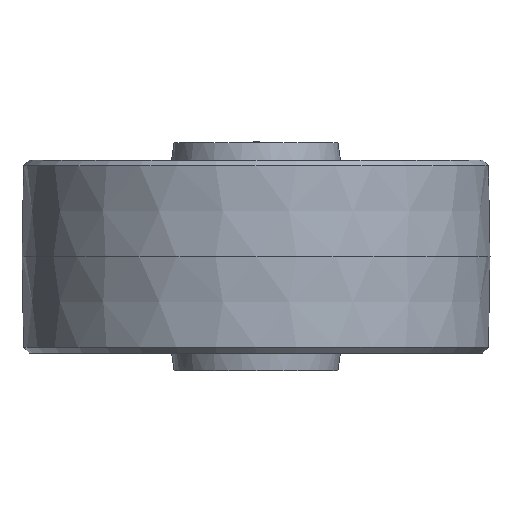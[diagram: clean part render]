
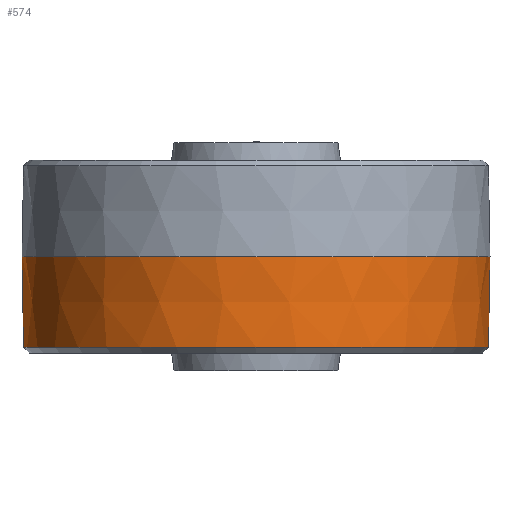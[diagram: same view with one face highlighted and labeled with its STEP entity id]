
A CAD part, front view. The second image highlights one B-rep face of the part: STEP entity #574.
In plain terms, the highlighted conical face has half-angle 1 degrees and reference radius 39.712 mm.
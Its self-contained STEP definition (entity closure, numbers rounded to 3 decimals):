
#244 = ORIENTED_EDGE ( 'NONE', *, *, #2405, .T. ) ;
#251 = EDGE_CURVE ( 'NONE', #4652, #283, #1709, .T. ) ;
#283 = VERTEX_POINT ( 'NONE', #3125 ) ;
#464 = CONICAL_SURFACE ( 'NONE', #4396, 39.712, 0.017 ) ;
#574 = ADVANCED_FACE ( 'NONE', ( #4674 ), #464, .T. ) ;
#649 = CARTESIAN_POINT ( 'NONE',  ( -40., 0., 0. ) ) ;
#1092 = LINE ( 'NONE', #3123, #4345 ) ;
#1257 = ORIENTED_EDGE ( 'NONE', *, *, #4576, .F. ) ;
#1456 = VERTEX_POINT ( 'NONE', #1813 ) ;
#1709 = CIRCLE ( 'NONE', #3631, 40. ) ;
#1771 = LINE ( 'NONE', #4390, #4262 ) ;
#1813 = CARTESIAN_POINT ( 'NONE',  ( -39.73, 0., -15.482 ) ) ;
#1935 = EDGE_LOOP ( 'NONE', ( #1257, #2882, #244, #3984 ) ) ;
#1986 = CARTESIAN_POINT ( 'NONE',  ( 0., 0., 0. ) ) ;
#2147 = CARTESIAN_POINT ( 'NONE',  ( 0., 0., -16.5 ) ) ;
#2291 = CARTESIAN_POINT ( 'NONE',  ( 39.73, 0., -15.482 ) ) ;
#2405 = EDGE_CURVE ( 'NONE', #3318, #283, #1092, .T. ) ;
#2420 = DIRECTION ( 'NONE',  ( 1., 0., 0. ) ) ;
#2498 = DIRECTION ( 'NONE',  ( 0., 0., 1. ) ) ;
#2765 = DIRECTION ( 'NONE',  ( 0., 0., 1. ) ) ;
#2882 = ORIENTED_EDGE ( 'NONE', *, *, #3143, .T. ) ;
#3123 = CARTESIAN_POINT ( 'NONE',  ( 39.712, 0., -16.5 ) ) ;
#3125 = CARTESIAN_POINT ( 'NONE',  ( 40., 0., 0. ) ) ;
#3143 = EDGE_CURVE ( 'NONE', #1456, #3318, #4186, .T. ) ;
#3222 = DIRECTION ( 'NONE',  ( -0.017, 0., 1. ) ) ;
#3318 = VERTEX_POINT ( 'NONE', #2291 ) ;
#3618 = DIRECTION ( 'NONE',  ( -1., 0., 0. ) ) ;
#3631 = AXIS2_PLACEMENT_3D ( 'NONE', #1986, #2765, #4219 ) ;
#3720 = AXIS2_PLACEMENT_3D ( 'NONE', #3834, #4254, #3618 ) ;
#3736 = DIRECTION ( 'NONE',  ( 0.017, 0., 1. ) ) ;
#3834 = CARTESIAN_POINT ( 'NONE',  ( 0., 0., -15.482 ) ) ;
#3984 = ORIENTED_EDGE ( 'NONE', *, *, #251, .F. ) ;
#4186 = CIRCLE ( 'NONE', #3720, 39.73 ) ;
#4219 = DIRECTION ( 'NONE',  ( 1., 0., 0. ) ) ;
#4254 = DIRECTION ( 'NONE',  ( 0., 0., 1. ) ) ;
#4262 = VECTOR ( 'NONE', #3222, 1000. ) ;
#4345 = VECTOR ( 'NONE', #3736, 1000. ) ;
#4390 = CARTESIAN_POINT ( 'NONE',  ( -39.712, 0., -16.5 ) ) ;
#4396 = AXIS2_PLACEMENT_3D ( 'NONE', #2147, #2498, #2420 ) ;
#4576 = EDGE_CURVE ( 'NONE', #1456, #4652, #1771, .T. ) ;
#4652 = VERTEX_POINT ( 'NONE', #649 ) ;
#4674 = FACE_OUTER_BOUND ( 'NONE', #1935, .T. ) ;
